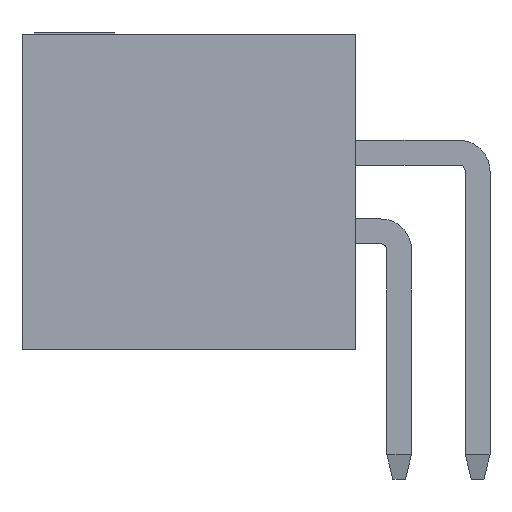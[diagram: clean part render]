
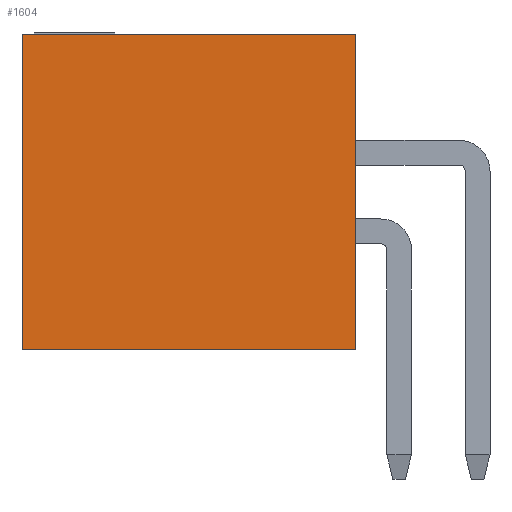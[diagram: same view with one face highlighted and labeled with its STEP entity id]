
A CAD part, left-side view. The second image highlights one B-rep face of the part: STEP entity #1604.
In plain terms, the highlighted planar face has unit normal (-1, 0, 0).
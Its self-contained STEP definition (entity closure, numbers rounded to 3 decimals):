
#117 = ORIENTED_EDGE ( 'NONE', *, *, #1944, .F. ) ;
#312 = DIRECTION ( 'NONE',  ( 0., 1., 0. ) ) ;
#678 = VERTEX_POINT ( 'NONE', #5356 ) ;
#679 = CARTESIAN_POINT ( 'NONE',  ( -6.325, 0., 2.55 ) ) ;
#691 = EDGE_CURVE ( 'NONE', #4914, #4704, #3484, .T. ) ;
#1524 = LINE ( 'NONE', #1594, #5364 ) ;
#1594 = CARTESIAN_POINT ( 'NONE',  ( -6.325, 0., 0. ) ) ;
#1604 = ADVANCED_FACE ( 'NONE', ( #5664 ), #4700, .T. ) ;
#1788 = CARTESIAN_POINT ( 'NONE',  ( -6.325, 0., -2.55 ) ) ;
#1792 = VECTOR ( 'NONE', #1969, 1000. ) ;
#1875 = CARTESIAN_POINT ( 'NONE',  ( -6.325, 2.7, -2.55 ) ) ;
#1944 = EDGE_CURVE ( 'NONE', #5370, #4914, #1524, .T. ) ;
#1969 = DIRECTION ( 'NONE',  ( 0., 0., -1. ) ) ;
#2212 = DIRECTION ( 'NONE',  ( 0., 0., 1. ) ) ;
#2336 = LINE ( 'NONE', #5783, #1792 ) ;
#2829 = EDGE_CURVE ( 'NONE', #5370, #678, #4152, .T. ) ;
#2950 = CARTESIAN_POINT ( 'NONE',  ( -6.325, 5.4, -2.55 ) ) ;
#3168 = ORIENTED_EDGE ( 'NONE', *, *, #691, .F. ) ;
#3199 = VECTOR ( 'NONE', #3910, 1000. ) ;
#3467 = DIRECTION ( 'NONE',  ( 0., 0., -1. ) ) ;
#3484 = LINE ( 'NONE', #1875, #3199 ) ;
#3630 = DIRECTION ( 'NONE',  ( -1., 0., 0. ) ) ;
#3910 = DIRECTION ( 'NONE',  ( 0., 1., 0. ) ) ;
#3936 = ORIENTED_EDGE ( 'NONE', *, *, #6016, .T. ) ;
#4012 = ORIENTED_EDGE ( 'NONE', *, *, #2829, .T. ) ;
#4152 = LINE ( 'NONE', #6110, #4443 ) ;
#4232 = CARTESIAN_POINT ( 'NONE',  ( -6.325, 0., -2.55 ) ) ;
#4443 = VECTOR ( 'NONE', #312, 1000. ) ;
#4700 = PLANE ( 'NONE',  #6083 ) ;
#4704 = VERTEX_POINT ( 'NONE', #2950 ) ;
#4914 = VERTEX_POINT ( 'NONE', #4232 ) ;
#5356 = CARTESIAN_POINT ( 'NONE',  ( -6.325, 5.4, 2.55 ) ) ;
#5364 = VECTOR ( 'NONE', #3467, 1000. ) ;
#5370 = VERTEX_POINT ( 'NONE', #679 ) ;
#5627 = EDGE_LOOP ( 'NONE', ( #3168, #117, #4012, #3936 ) ) ;
#5664 = FACE_OUTER_BOUND ( 'NONE', #5627, .T. ) ;
#5783 = CARTESIAN_POINT ( 'NONE',  ( -6.325, 5.4, 0. ) ) ;
#6016 = EDGE_CURVE ( 'NONE', #678, #4704, #2336, .T. ) ;
#6083 = AXIS2_PLACEMENT_3D ( 'NONE', #1788, #3630, #2212 ) ;
#6110 = CARTESIAN_POINT ( 'NONE',  ( -6.325, 2.7, 2.55 ) ) ;
